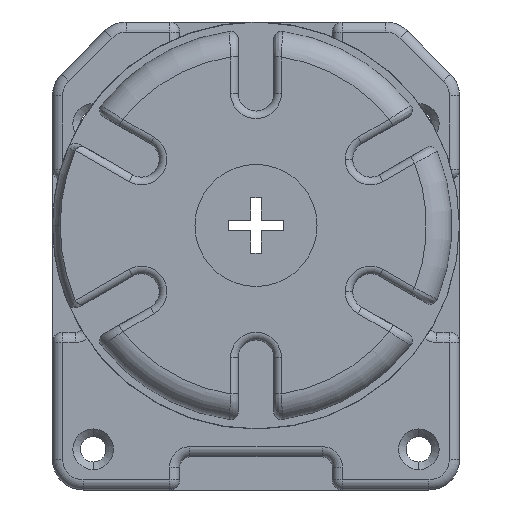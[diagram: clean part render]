
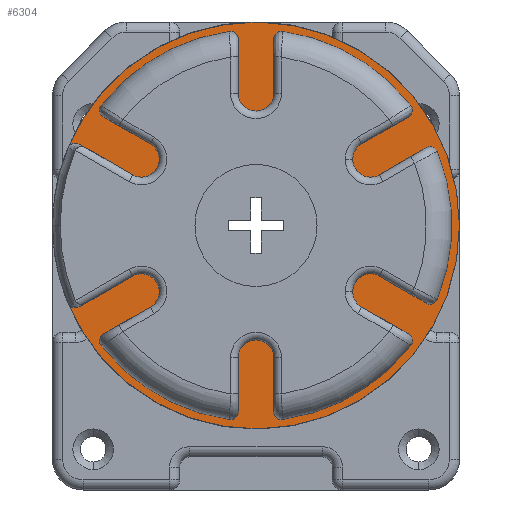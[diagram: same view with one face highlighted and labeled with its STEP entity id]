
A CAD part, front view. The second image highlights one B-rep face of the part: STEP entity #6304.
In plain terms, the highlighted planar face has unit normal (0, 1, 0).
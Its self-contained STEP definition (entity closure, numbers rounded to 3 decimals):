
#253 = CARTESIAN_POINT ( 'NONE',  ( 0., 25., 0. ) ) ;
#315 = AXIS2_PLACEMENT_3D ( 'NONE', #253, #7417, #2131 ) ;
#334 = AXIS2_PLACEMENT_3D ( 'NONE', #6982, #4310, #2602 ) ;
#346 = ORIENTED_EDGE ( 'NONE', *, *, #7218, .F. ) ;
#351 = DIRECTION ( 'NONE',  ( 0., 1., 0. ) ) ;
#419 = VERTEX_POINT ( 'NONE', #925 ) ;
#585 = CARTESIAN_POINT ( 'NONE',  ( 6.569, 25., -12.25 ) ) ;
#925 = CARTESIAN_POINT ( 'NONE',  ( 6.569, 25., 12.25 ) ) ;
#1053 = VERTEX_POINT ( 'NONE', #5647 ) ;
#1084 = EDGE_CURVE ( 'NONE', #2064, #1053, #9042, .T. ) ;
#1427 = EDGE_CURVE ( 'NONE', #1053, #10014, #4096, .T. ) ;
#1748 = VECTOR ( 'NONE', #5009, 1000. ) ;
#1992 = CARTESIAN_POINT ( 'NONE',  ( -6.569, 25., 12.25 ) ) ;
#2064 = VERTEX_POINT ( 'NONE', #7825 ) ;
#2131 = DIRECTION ( 'NONE',  ( -1., 0., 0. ) ) ;
#2245 = EDGE_CURVE ( 'NONE', #8537, #2064, #3095, .T. ) ;
#2412 = DIRECTION ( 'NONE',  ( -1., 0., 0. ) ) ;
#2602 = DIRECTION ( 'NONE',  ( 1., 0., 0. ) ) ;
#2611 = EDGE_CURVE ( 'NONE', #6027, #4168, #4865, .T. ) ;
#2712 = CARTESIAN_POINT ( 'NONE',  ( 0., 25., 0. ) ) ;
#2808 = CARTESIAN_POINT ( 'NONE',  ( 0., 25., 0. ) ) ;
#2861 = AXIS2_PLACEMENT_3D ( 'NONE', #2808, #6270, #10383 ) ;
#3095 = LINE ( 'NONE', #3959, #10278 ) ;
#3563 = CIRCLE ( 'NONE', #7736, 40. ) ;
#3654 = DIRECTION ( 'NONE',  ( -1., 0., 0. ) ) ;
#3959 = CARTESIAN_POINT ( 'NONE',  ( -29.332, 25., -12.25 ) ) ;
#4096 = CIRCLE ( 'NONE', #4827, 13.9 ) ;
#4168 = VERTEX_POINT ( 'NONE', #10759 ) ;
#4204 = LINE ( 'NONE', #6887, #1748 ) ;
#4310 = DIRECTION ( 'NONE',  ( 0., -1., 0. ) ) ;
#4366 = FACE_OUTER_BOUND ( 'NONE', #5679, .T. ) ;
#4406 = DIRECTION ( 'NONE',  ( -1., 0., 0. ) ) ;
#4827 = AXIS2_PLACEMENT_3D ( 'NONE', #8141, #351, #3654 ) ;
#4865 = CIRCLE ( 'NONE', #2861, 40. ) ;
#5009 = DIRECTION ( 'NONE',  ( 1., 0., 0. ) ) ;
#5464 = EDGE_CURVE ( 'NONE', #419, #8537, #9407, .T. ) ;
#5503 = CARTESIAN_POINT ( 'NONE',  ( -40., 25., 0. ) ) ;
#5647 = CARTESIAN_POINT ( 'NONE',  ( -13.9, 25., 0. ) ) ;
#5679 = EDGE_LOOP ( 'NONE', ( #9382, #6495 ) ) ;
#6027 = VERTEX_POINT ( 'NONE', #5503 ) ;
#6270 = DIRECTION ( 'NONE',  ( 0., 1., 0. ) ) ;
#6304 = ADVANCED_FACE ( 'NONE', ( #6923, #4366 ), #10357, .F. ) ;
#6495 = ORIENTED_EDGE ( 'NONE', *, *, #7464, .T. ) ;
#6887 = CARTESIAN_POINT ( 'NONE',  ( -29.332, 25., 12.25 ) ) ;
#6906 = EDGE_LOOP ( 'NONE', ( #10818, #346, #10556, #9608, #8326 ) ) ;
#6923 = FACE_BOUND ( 'NONE', #6906, .T. ) ;
#6982 = CARTESIAN_POINT ( 'NONE',  ( 40., 25., 0. ) ) ;
#7218 = EDGE_CURVE ( 'NONE', #10014, #419, #4204, .T. ) ;
#7417 = DIRECTION ( 'NONE',  ( 0., 1., 0. ) ) ;
#7419 = DIRECTION ( 'NONE',  ( -1., 0., 0. ) ) ;
#7464 = EDGE_CURVE ( 'NONE', #4168, #6027, #3563, .T. ) ;
#7736 = AXIS2_PLACEMENT_3D ( 'NONE', #2712, #9423, #4406 ) ;
#7814 = CARTESIAN_POINT ( 'NONE',  ( 0., 25., 0. ) ) ;
#7825 = CARTESIAN_POINT ( 'NONE',  ( -6.569, 25., -12.25 ) ) ;
#8141 = CARTESIAN_POINT ( 'NONE',  ( 0., 25., 0. ) ) ;
#8326 = ORIENTED_EDGE ( 'NONE', *, *, #2245, .F. ) ;
#8537 = VERTEX_POINT ( 'NONE', #585 ) ;
#9042 = CIRCLE ( 'NONE', #315, 13.9 ) ;
#9382 = ORIENTED_EDGE ( 'NONE', *, *, #2611, .T. ) ;
#9407 = CIRCLE ( 'NONE', #10862, 13.9 ) ;
#9423 = DIRECTION ( 'NONE',  ( 0., 1., 0. ) ) ;
#9608 = ORIENTED_EDGE ( 'NONE', *, *, #1084, .F. ) ;
#10014 = VERTEX_POINT ( 'NONE', #1992 ) ;
#10218 = DIRECTION ( 'NONE',  ( 0., 1., 0. ) ) ;
#10278 = VECTOR ( 'NONE', #7419, 1000. ) ;
#10357 = PLANE ( 'NONE',  #334 ) ;
#10383 = DIRECTION ( 'NONE',  ( -1., 0., 0. ) ) ;
#10556 = ORIENTED_EDGE ( 'NONE', *, *, #1427, .F. ) ;
#10759 = CARTESIAN_POINT ( 'NONE',  ( 40., 25., 0. ) ) ;
#10818 = ORIENTED_EDGE ( 'NONE', *, *, #5464, .F. ) ;
#10862 = AXIS2_PLACEMENT_3D ( 'NONE', #7814, #10218, #2412 ) ;
